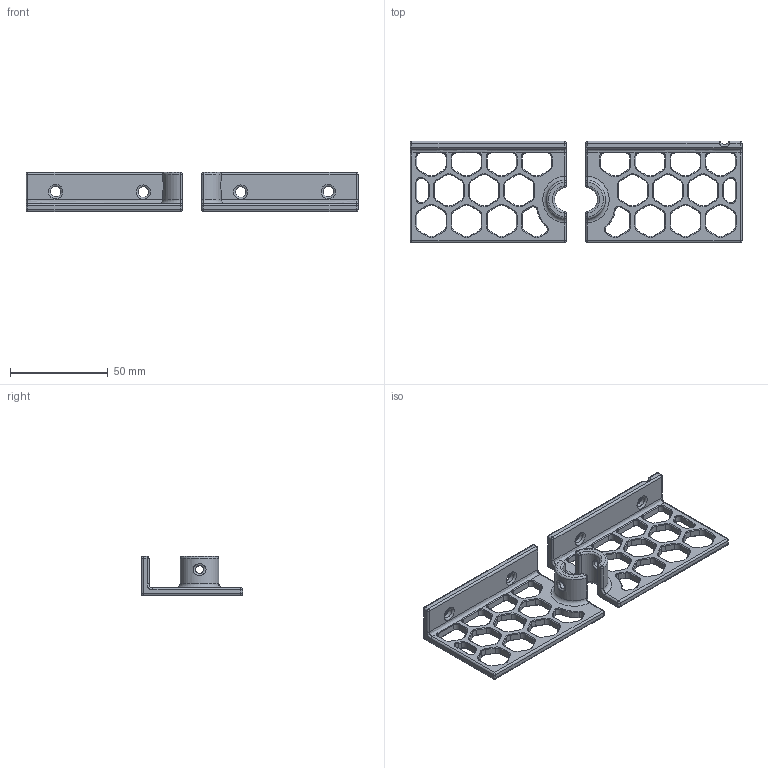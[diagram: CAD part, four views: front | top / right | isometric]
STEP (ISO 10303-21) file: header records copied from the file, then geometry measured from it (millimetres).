
FILE_DESCRIPTION(/* description */ (''),/* implementation_level */ '2;1');
FILE_NAME(/* name */ 'back-cable-holder-honeycomb.step',/* time_stamp */ '2021-04-10T13:58:59+02:00',/* author */ (''),/* organization */ (''),/* preprocessor_version */ 'ST-DEVELOPER v18.1',/* originating_system */ 'Autodesk Translation Framework v9.10.0.1330',/* authorisation */ '');
FILE_SCHEMA (('AUTOMOTIVE_DESIGN { 1 0 10303 214 3 1 1 }'));
Length unit declared in the file: millimetre
Products named in the file (1): back-cable-holder_v7
Bounding box: 170.06 x 52 x 20 mm (x, y, z)
Volume: 29673.4 mm3; surface area: 21215.3 mm2
Topology: 2 solids, 2 shells, 1082 faces, 2519 edges, 1432 vertices
Faces by surface type: plane 463, cone 300, cylinder 219, bspline 50, sphere 32, torus 18
Full cylindrical faces by diameter (mm): 4 x2, 5.4 x4
Entity records: 32342 total; most frequent: CARTESIAN_POINT 7649, DIRECTION 5259, ORIENTED_EDGE 5038, EDGE_CURVE 2519, AXIS2_PLACEMENT_3D 1810, LINE 1639, VECTOR 1639, VERTEX_POINT 1432
